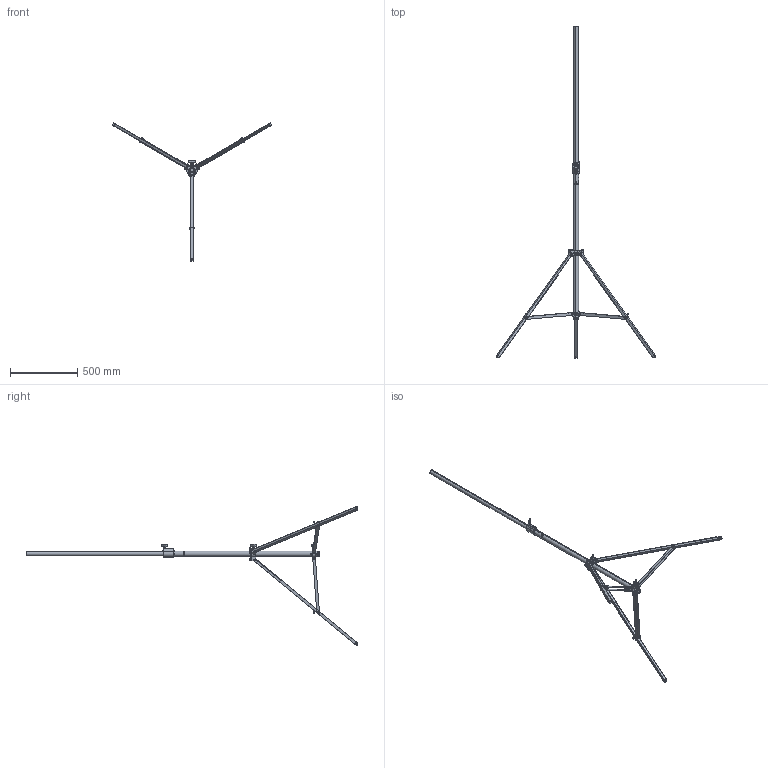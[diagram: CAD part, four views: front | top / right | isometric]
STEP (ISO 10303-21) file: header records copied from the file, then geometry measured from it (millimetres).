
FILE_DESCRIPTION (( 'STEP AP203' ), '1' );
FILE_NAME ('T51601.STEP', '2018-08-01T08:01:43', ( '' ), ( '' ), 'SwSTEP 2.0', 'SolidWorks 2016', '' );
FILE_SCHEMA (( 'CONFIG_CONTROL_DESIGN' ));
Length unit declared in the file: millimetre
Products named in the file (33): TH085; TH1441; TH1477; Hex Bolt_ISO 4016 - M6 x 35 x 35-WS; G2000 LABEL_T51601 LABEL; TH2716; S0100; TH2375_TH2457; Hex Bolt_ISO 4016 - M6 x 40 x 40-WS; Spring Pin Slotted_HD_Doughty Fastners_Spring Pin ISO 8752 - 6 x 45St; TH1476; S0200; TH1467_TH1467; Hex Bolt_ISO 4016 - M6 x 35 x 18-WS; S0105; F629; TH1483; TH2036; T51601; Spring Pin Slotted_HD_Doughty Fastners_Spring Pin ISO 8752 - 6 x 32St; TH1468_TH2552; TH2713_TH2714; TH1480; socket set screw flat point_doughty fastners - stainless_BS 4168-2 - M8 x 8-S; TH2715; Binx Nut_M6 BLK; TH2717_TH2718; Doughty Knob_S0140; S0104; TH2711_TH2712; B Washer_Bright washer BS 4320 - M6 (Form B); TH1440; TH2028_TH2028
Assembly tree (70 placements, depth 4):
  T51601
    TH2711_TH2712
      TH2716
      Spring Pin Slotted_HD_Doughty Fastners_Spring Pin ISO 8752 - 6 x 45St
    TH1477
      TH1441
        TH2036
      F629
    TH1476
      TH1440
      F629
    TH1468_TH2552
      TH1467_TH1467
        TH2028_TH2028
      F629
    TH2717_TH2718
      TH2375_TH2457
      Spring Pin Slotted_HD_Doughty Fastners_Spring Pin ISO 8752 - 6 x 32St
    S0200
    TH2715  x6
    TH2713_TH2714  x3
    S0104
    S0105
    TH1480
    TH1483
    S0100  x3
    TH085
    Doughty Knob_S0140  x3
    G2000 LABEL_T51601 LABEL
    Hex Bolt_ISO 4016 - M6 x 40 x 40-WS  x3
    Hex Bolt_ISO 4016 - M6 x 35 x 35-WS  x3
    Hex Bolt_ISO 4016 - M6 x 35 x 18-WS  x3
    B Washer_Bright washer BS 4320 - M6 (Form B)  x12
    socket set screw flat point_doughty fastners - stainless_BS 4168-2 - M8 x 8-S
    Binx Nut_M6 BLK  x9
Bounding box: 1184.52 x 2462.96 x 1026.32 mm (x, y, z)
Volume: 1230825.4 mm3; surface area: 1182348.3 mm2
Topology: 63 solids, 63 shells, 3570 faces, 9237 edges, 5891 vertices
Faces by surface type: cone 1246, cylinder 1133, plane 975, torus 157, bspline 57, sphere 2
Entity records: 59761 total; most frequent: CARTESIAN_POINT 17110, DIRECTION 8408, ORIENTED_EDGE 7846, EDGE_CURVE 3923, AXIS2_PLACEMENT_3D 3224, VERTEX_POINT 2515, VECTOR 1960, LINE 1960
